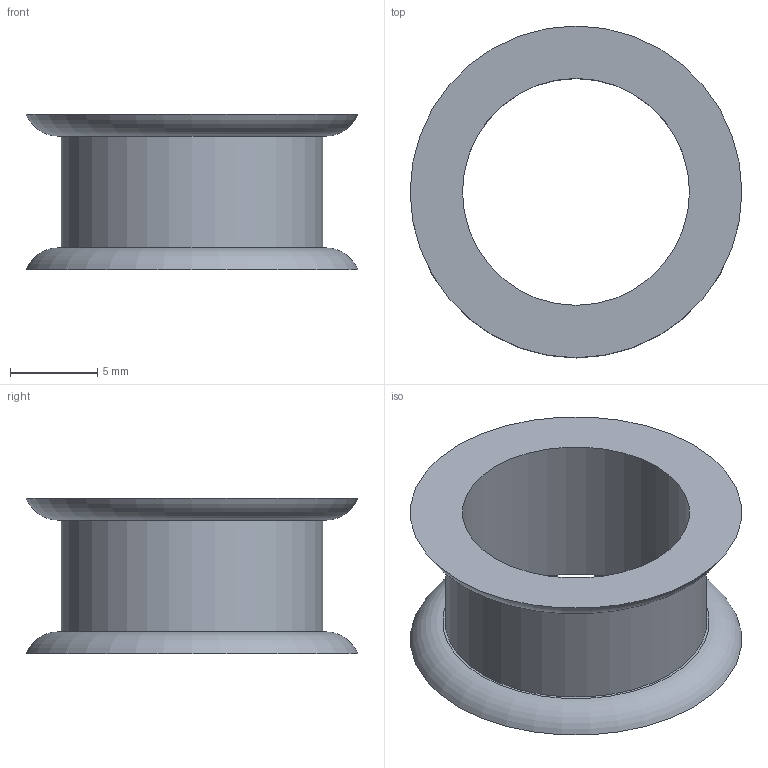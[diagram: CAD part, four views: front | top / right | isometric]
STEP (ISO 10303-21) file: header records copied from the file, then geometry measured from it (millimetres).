
FILE_DESCRIPTION(/* description */ (''),/* implementation_level */ '2;1');
FILE_NAME(/* name */ 'Prusa_pulley.stp',/* time_stamp */ '2020-09-11T00:01:38+02:00',/* author */ ('nic'),/* organization */ (''),/* preprocessor_version */ 'ST-DEVELOPER v17.2',/* originating_system */ 'Autodesk Inventor 2019',/* authorisation */ '');
FILE_SCHEMA (('AUTOMOTIVE_DESIGN { 1 0 10303 214 3 1 1 }'));
Length unit declared in the file: millimetre
Products named in the file (1): Prusa_pulley
Bounding box: 19 x 19 x 8.9 mm (x, y, z)
Volume: 585.5 mm3; surface area: 1240 mm2
Topology: 1 solids, 1 shells, 8 faces, 14 edges, 10 vertices
Faces by surface type: plane 4, torus 2, cylinder 2
Full cylindrical faces by diameter (mm): 13 x1, 15 x1
Entity records: 251 total; most frequent: DIRECTION 44, CARTESIAN_POINT 33, ORIENTED_EDGE 28, AXIS2_PLACEMENT_3D 21, EDGE_CURVE 14, EDGE_LOOP 12, CIRCLE 12, VERTEX_POINT 10
